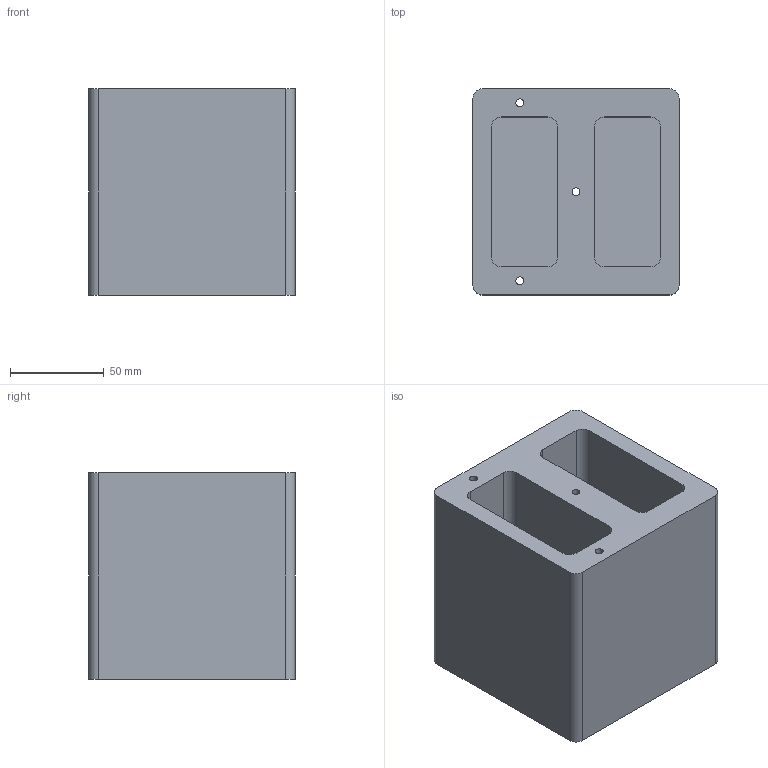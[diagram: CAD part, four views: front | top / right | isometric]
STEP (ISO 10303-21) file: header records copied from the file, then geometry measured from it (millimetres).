
FILE_DESCRIPTION (( 'STEP AP203' ), '1' );
FILE_NAME ('梓隅啣.STEP', '2025-05-27T08:34:31', ( '' ), ( '' ), 'SwSTEP 2.0', 'SolidWorks 2022', '' );
FILE_SCHEMA (( 'CONFIG_CONTROL_DESIGN' ));
Length unit declared in the file: millimetre
Products named in the file (1): 标定板
Bounding box: 110 x 110 x 110 mm (x, y, z)
Volume: 731476.8 mm3; surface area: 125491.5 mm2
Topology: 1 solids, 1 shells, 43 faces, 108 edges, 72 vertices
Faces by surface type: cylinder 24, plane 19
Entity records: 1399 total; most frequent: DIRECTION 244, CARTESIAN_POINT 224, ORIENTED_EDGE 216, EDGE_CURVE 108, AXIS2_PLACEMENT_3D 92, VERTEX_POINT 72, VECTOR 60, LINE 60
